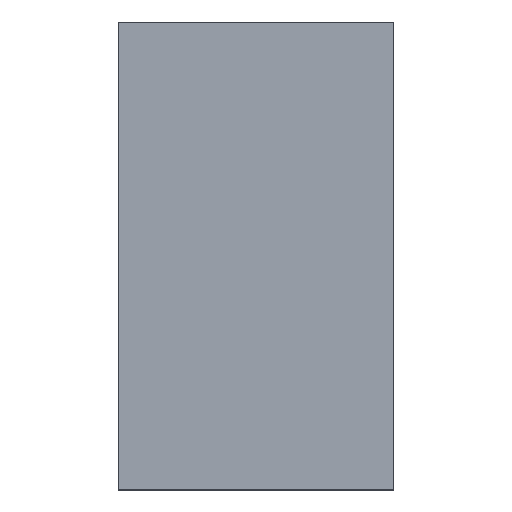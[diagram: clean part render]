
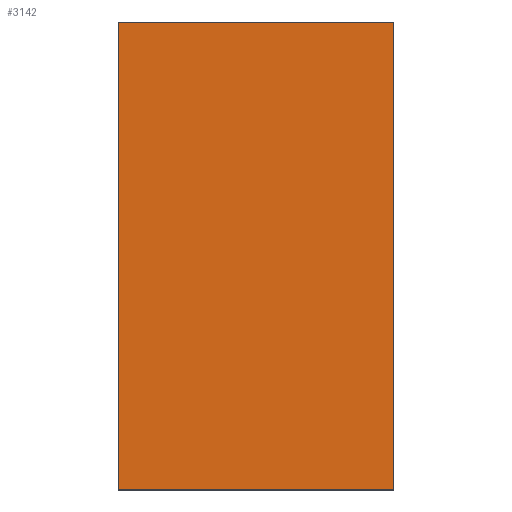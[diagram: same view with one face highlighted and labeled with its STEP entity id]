
A CAD part, top view. The second image highlights one B-rep face of the part: STEP entity #3142.
In plain terms, the highlighted planar face has unit normal (0, 0, 1).
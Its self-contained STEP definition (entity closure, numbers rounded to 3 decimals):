
#204=ORIENTED_EDGE('',*,*,#1148,.T.);
#205=ORIENTED_EDGE('',*,*,#1149,.F.);
#206=ORIENTED_EDGE('',*,*,#1150,.F.);
#207=ORIENTED_EDGE('',*,*,#1145,.T.);
#1145=EDGE_CURVE('',#1610,#1609,#1929,.T.);
#1148=EDGE_CURVE('',#1609,#1612,#1932,.T.);
#1149=EDGE_CURVE('',#1613,#1612,#1933,.T.);
#1150=EDGE_CURVE('',#1610,#1613,#1934,.T.);
#1609=VERTEX_POINT('',#4559);
#1610=VERTEX_POINT('',#4561);
#1612=VERTEX_POINT('',#4567);
#1613=VERTEX_POINT('',#4569);
#1929=LINE('',#4560,#2323);
#1932=LINE('',#4566,#2326);
#1933=LINE('',#4568,#2327);
#1934=LINE('',#4570,#2328);
#2323=VECTOR('',#3652,1000.);
#2326=VECTOR('',#3657,1000.);
#2327=VECTOR('',#3658,1000.);
#2328=VECTOR('',#3659,1000.);
#2689=EDGE_LOOP('',(#204,#205,#206,#207));
#2853=FACE_BOUND('',#2689,.T.);
#3017=PLANE('',#3340);
#3142=ADVANCED_FACE('',(#2853),#3017,.F.);
#3340=AXIS2_PLACEMENT_3D('',#4565,#3655,#3656);
#3652=DIRECTION('',(-1.,0.,0.));
#3655=DIRECTION('',(0.,0.,-1.));
#3656=DIRECTION('',(-1.,0.,0.));
#3657=DIRECTION('',(0.,-1.,0.));
#3658=DIRECTION('',(-1.,0.,0.));
#3659=DIRECTION('',(0.,-1.,0.));
#4559=CARTESIAN_POINT('',(-2.95,10.,2.5));
#4560=CARTESIAN_POINT('',(2.95,10.,2.5));
#4561=CARTESIAN_POINT('',(2.95,10.,2.5));
#4565=CARTESIAN_POINT('',(2.95,10.,2.5));
#4566=CARTESIAN_POINT('',(-2.95,10.,2.5));
#4567=CARTESIAN_POINT('',(-2.95,0.,2.5));
#4568=CARTESIAN_POINT('',(2.95,0.,2.5));
#4569=CARTESIAN_POINT('',(2.95,0.,2.5));
#4570=CARTESIAN_POINT('',(2.95,10.,2.5));
